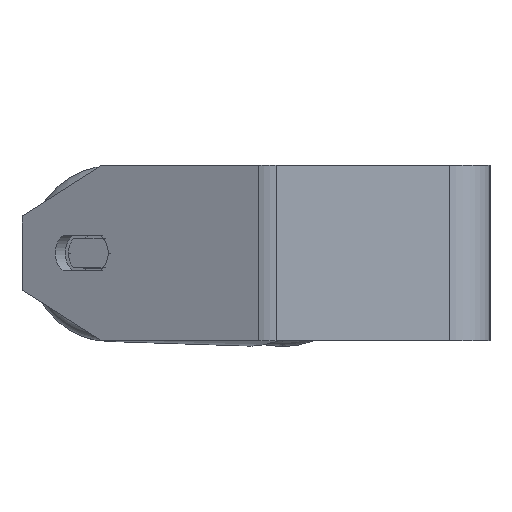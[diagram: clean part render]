
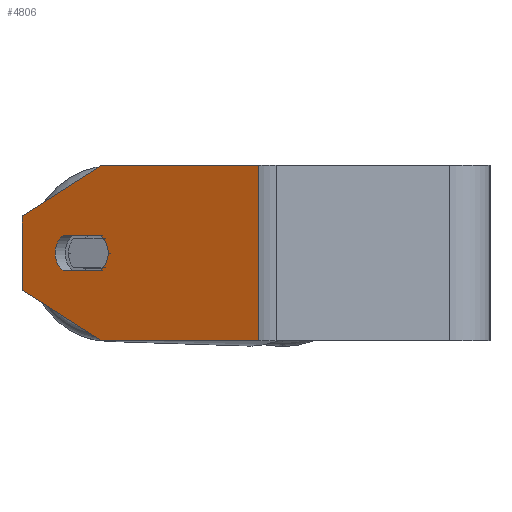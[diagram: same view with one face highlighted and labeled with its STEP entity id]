
A CAD part, left-side view. The second image highlights one B-rep face of the part: STEP entity #4806.
In plain terms, the highlighted planar face has unit normal (-0.906, 0.423, 0).
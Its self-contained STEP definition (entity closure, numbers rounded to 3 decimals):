
#168 = DIRECTION ( 'NONE',  ( -0.423, -0.906, 0. ) ) ;
#187 = EDGE_CURVE ( 'NONE', #6475, #6770, #4756, .T. ) ;
#303 = LINE ( 'NONE', #3642, #4687 ) ;
#398 = VECTOR ( 'NONE', #5055, 1000. ) ;
#399 = CARTESIAN_POINT ( 'NONE',  ( -223.631, 132.794, -30. ) ) ;
#472 = DIRECTION ( 'NONE',  ( 0.423, 0.906, 0. ) ) ;
#558 = CARTESIAN_POINT ( 'NONE',  ( -210.953, 159.983, 12.679 ) ) ;
#733 = EDGE_CURVE ( 'NONE', #5961, #6475, #6387, .T. ) ;
#767 = FACE_BOUND ( 'NONE', #6499, .T. ) ;
#778 = CARTESIAN_POINT ( 'NONE',  ( -210.953, 159.983, -12.679 ) ) ;
#810 = CARTESIAN_POINT ( 'NONE',  ( -221.518, 137.326, 0. ) ) ;
#1024 = LINE ( 'NONE', #399, #1639 ) ;
#1294 = DIRECTION ( 'NONE',  ( -0.423, -0.906, 0. ) ) ;
#1364 = FACE_OUTER_BOUND ( 'NONE', #1449, .T. ) ;
#1421 = CARTESIAN_POINT ( 'NONE',  ( -210.953, 159.983, 12.679 ) ) ;
#1449 = EDGE_LOOP ( 'NONE', ( #2810, #6548, #3900, #4236, #5618, #5740 ) ) ;
#1618 = VECTOR ( 'NONE', #4820, 1000. ) ;
#1639 = VECTOR ( 'NONE', #7633, 1000. ) ;
#2023 = EDGE_CURVE ( 'NONE', #6770, #7286, #5016, .T. ) ;
#2134 = EDGE_CURVE ( 'NONE', #4171, #4030, #3117, .T. ) ;
#2278 = AXIS2_PLACEMENT_3D ( 'NONE', #5884, #4702, #1294 ) ;
#2300 = VECTOR ( 'NONE', #3033, 1000. ) ;
#2490 = AXIS2_PLACEMENT_3D ( 'NONE', #4407, #2550, #472 ) ;
#2550 = DIRECTION ( 'NONE',  ( -0.906, 0.423, 0. ) ) ;
#2556 = EDGE_CURVE ( 'NONE', #6784, #2935, #7317, .T. ) ;
#2732 = PLANE ( 'NONE',  #8075 ) ;
#2810 = ORIENTED_EDGE ( 'NONE', *, *, #2134, .T. ) ;
#2935 = VERTEX_POINT ( 'NONE', #7180 ) ;
#3031 = CIRCLE ( 'NONE', #2490, 7.5 ) ;
#3033 = DIRECTION ( 'NONE',  ( 0.423, 0.906, 0. ) ) ;
#3117 = LINE ( 'NONE', #4365, #398 ) ;
#3148 = ORIENTED_EDGE ( 'NONE', *, *, #187, .F. ) ;
#3243 = ORIENTED_EDGE ( 'NONE', *, *, #6382, .F. ) ;
#3423 = DIRECTION ( 'NONE',  ( -0.906, 0.423, 0. ) ) ;
#3557 = EDGE_CURVE ( 'NONE', #4030, #7608, #1024, .T. ) ;
#3642 = CARTESIAN_POINT ( 'NONE',  ( -210.953, 159.983, 30. ) ) ;
#3773 = EDGE_CURVE ( 'NONE', #6818, #4171, #4862, .T. ) ;
#3846 = CARTESIAN_POINT ( 'NONE',  ( -248.688, 79.059, 30. ) ) ;
#3897 = LINE ( 'NONE', #6496, #6328 ) ;
#3900 = ORIENTED_EDGE ( 'NONE', *, *, #7181, .T. ) ;
#4030 = VERTEX_POINT ( 'NONE', #778 ) ;
#4075 = DIRECTION ( 'NONE',  ( 0.423, 0.906, 0. ) ) ;
#4171 = VERTEX_POINT ( 'NONE', #558 ) ;
#4172 = CARTESIAN_POINT ( 'NONE',  ( -223.42, 133.247, -6. ) ) ;
#4236 = ORIENTED_EDGE ( 'NONE', *, *, #2556, .F. ) ;
#4256 = ORIENTED_EDGE ( 'NONE', *, *, #2023, .F. ) ;
#4365 = CARTESIAN_POINT ( 'NONE',  ( -210.953, 159.983, 30. ) ) ;
#4407 = CARTESIAN_POINT ( 'NONE',  ( -219.405, 141.857, 0. ) ) ;
#4465 = ORIENTED_EDGE ( 'NONE', *, *, #7066, .F. ) ;
#4533 = DIRECTION ( 'NONE',  ( 0., 0., -1. ) ) ;
#4687 = VECTOR ( 'NONE', #7458, 1000. ) ;
#4702 = DIRECTION ( 'NONE',  ( -0.906, 0.423, 0. ) ) ;
#4756 = CIRCLE ( 'NONE', #7070, 7.5 ) ;
#4806 = ADVANCED_FACE ( 'NONE', ( #767, #1364 ), #2732, .F. ) ;
#4820 = DIRECTION ( 'NONE',  ( 0.366, 0.785, -0.5 ) ) ;
#4862 = LINE ( 'NONE', #1421, #1618 ) ;
#4921 = VECTOR ( 'NONE', #4533, 1000. ) ;
#4940 = CARTESIAN_POINT ( 'NONE',  ( -223.42, 133.247, 6. ) ) ;
#4978 = CARTESIAN_POINT ( 'NONE',  ( -223.42, 133.247, -6. ) ) ;
#5016 = LINE ( 'NONE', #4940, #2300 ) ;
#5055 = DIRECTION ( 'NONE',  ( 0., 0., -1. ) ) ;
#5618 = ORIENTED_EDGE ( 'NONE', *, *, #6398, .F. ) ;
#5649 = DIRECTION ( 'NONE',  ( -0.423, -0.906, 0. ) ) ;
#5740 = ORIENTED_EDGE ( 'NONE', *, *, #3773, .T. ) ;
#5800 = VERTEX_POINT ( 'NONE', #8031 ) ;
#5804 = CARTESIAN_POINT ( 'NONE',  ( -223.42, 133.247, 6. ) ) ;
#5884 = CARTESIAN_POINT ( 'NONE',  ( -221.518, 137.326, 0. ) ) ;
#5961 = VERTEX_POINT ( 'NONE', #4172 ) ;
#6328 = VECTOR ( 'NONE', #7316, 1000. ) ;
#6382 = EDGE_CURVE ( 'NONE', #5800, #5961, #8269, .T. ) ;
#6387 = CIRCLE ( 'NONE', #2278, 7.5 ) ;
#6398 = EDGE_CURVE ( 'NONE', #6818, #6784, #303, .T. ) ;
#6459 = CARTESIAN_POINT ( 'NONE',  ( -248.688, 79.059, 30. ) ) ;
#6475 = VERTEX_POINT ( 'NONE', #7063 ) ;
#6496 = CARTESIAN_POINT ( 'NONE',  ( -210.953, 159.983, -30. ) ) ;
#6499 = EDGE_LOOP ( 'NONE', ( #3243, #4465, #4256, #3148, #6934 ) ) ;
#6535 = CARTESIAN_POINT ( 'NONE',  ( -217.503, 145.936, 6. ) ) ;
#6548 = ORIENTED_EDGE ( 'NONE', *, *, #3557, .T. ) ;
#6679 = CARTESIAN_POINT ( 'NONE',  ( -210.953, 159.983, 30. ) ) ;
#6727 = VECTOR ( 'NONE', #5649, 1000. ) ;
#6736 = CARTESIAN_POINT ( 'NONE',  ( -223.631, 132.794, -30. ) ) ;
#6770 = VERTEX_POINT ( 'NONE', #5804 ) ;
#6784 = VERTEX_POINT ( 'NONE', #3846 ) ;
#6818 = VERTEX_POINT ( 'NONE', #8377 ) ;
#6934 = ORIENTED_EDGE ( 'NONE', *, *, #733, .F. ) ;
#7063 = CARTESIAN_POINT ( 'NONE',  ( -224.688, 130.528, 0. ) ) ;
#7066 = EDGE_CURVE ( 'NONE', #7286, #5800, #3031, .T. ) ;
#7070 = AXIS2_PLACEMENT_3D ( 'NONE', #810, #3423, #168 ) ;
#7180 = CARTESIAN_POINT ( 'NONE',  ( -248.688, 79.059, -30. ) ) ;
#7181 = EDGE_CURVE ( 'NONE', #7608, #2935, #3897, .T. ) ;
#7286 = VERTEX_POINT ( 'NONE', #6535 ) ;
#7316 = DIRECTION ( 'NONE',  ( -0.423, -0.906, 0. ) ) ;
#7317 = LINE ( 'NONE', #6459, #4921 ) ;
#7458 = DIRECTION ( 'NONE',  ( -0.423, -0.906, 0. ) ) ;
#7608 = VERTEX_POINT ( 'NONE', #6736 ) ;
#7633 = DIRECTION ( 'NONE',  ( -0.366, -0.785, -0.5 ) ) ;
#7802 = DIRECTION ( 'NONE',  ( 0.906, -0.423, 0. ) ) ;
#8031 = CARTESIAN_POINT ( 'NONE',  ( -217.503, 145.936, -6. ) ) ;
#8075 = AXIS2_PLACEMENT_3D ( 'NONE', #6679, #7802, #4075 ) ;
#8269 = LINE ( 'NONE', #4978, #6727 ) ;
#8377 = CARTESIAN_POINT ( 'NONE',  ( -223.631, 132.794, 30. ) ) ;
